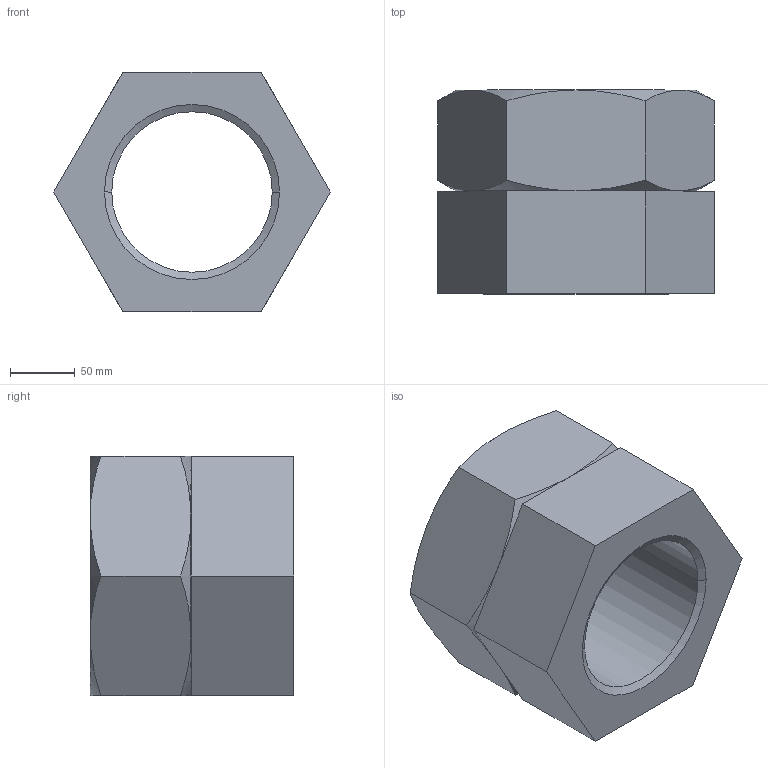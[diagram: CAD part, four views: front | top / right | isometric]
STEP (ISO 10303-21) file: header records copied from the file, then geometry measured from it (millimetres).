
FILE_DESCRIPTION((''),'2;1');
FILE_NAME('0RBSC130_____0','2019-10-29T14:12:20',('kim.bk'),(''),'CREO PARAMETRIC BY PTC INC, 2019010','CREO PARAMETRIC BY PTC INC, 2019010','');
FILE_SCHEMA(('CONFIG_CONTROL_DESIGN'));
Length unit declared in the file: millimetre
Products named in the file (1): 0RBSC130_____0
Bounding box: 213.62 x 157.4 x 185 mm (x, y, z)
Volume: 2741516.3 mm3; surface area: 261034.8 mm2
Topology: 2 solids, 2 shells, 357 faces, 992 edges, 658 vertices
Faces by surface type: plane 333, cone 20, cylinder 4
Entity records: 11338 total; most frequent: CARTESIAN_POINT 2151, ORIENTED_EDGE 1984, DIRECTION 1714, EDGE_CURVE 992, VECTOR 936, LINE 936, VERTEX_POINT 658, AXIS2_PLACEMENT_3D 389
